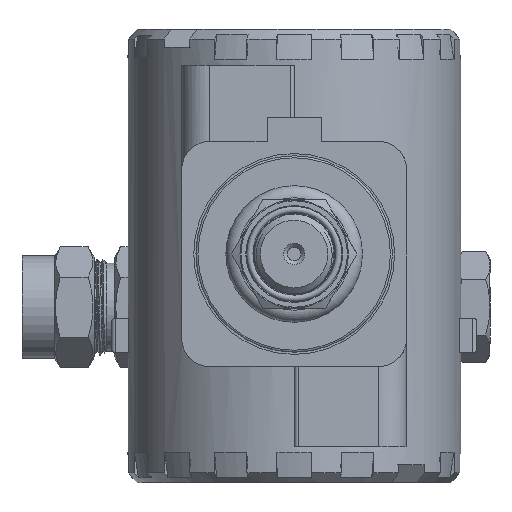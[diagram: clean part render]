
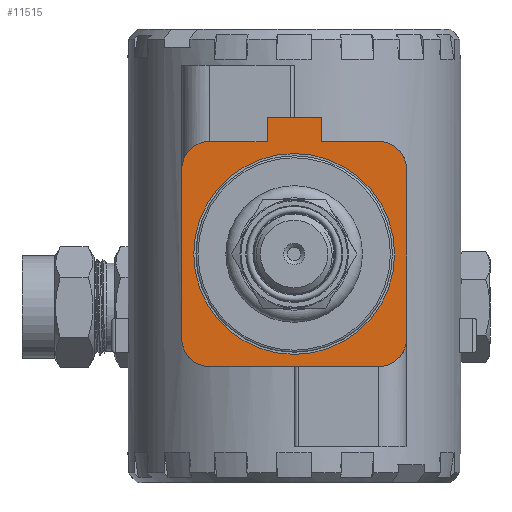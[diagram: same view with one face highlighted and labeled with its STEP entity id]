
A CAD part, front view. The second image highlights one B-rep face of the part: STEP entity #11515.
In plain terms, the highlighted planar face has unit normal (0, -1, 0).
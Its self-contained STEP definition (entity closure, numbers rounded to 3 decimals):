
#920=LINE('',#19157,#1867);
#924=LINE('',#19166,#1871);
#927=LINE('',#19174,#1874);
#929=LINE('',#19178,#1876);
#931=LINE('',#19182,#1878);
#933=LINE('',#19186,#1880);
#936=LINE('',#19191,#1883);
#938=LINE('',#19197,#1885);
#1867=VECTOR('',#13944,1.);
#1871=VECTOR('',#13954,1.);
#1874=VECTOR('',#13963,1.);
#1876=VECTOR('',#13967,1.);
#1878=VECTOR('',#13971,1.);
#1880=VECTOR('',#13975,1.);
#1883=VECTOR('',#13980,1.);
#1885=VECTOR('',#13988,1.);
#2800=FACE_BOUND('',#3684,.T.);
#2988=FACE_OUTER_BOUND('',#3683,.T.);
#3683=EDGE_LOOP('',(#8356,#8357,#8358,#8359,#8360,#8361,#8362,#8363,#8364,
#8365,#8366,#8367));
#3684=EDGE_LOOP('',(#8368));
#4446=CIRCLE('',#12461,7.);
#4447=CIRCLE('',#12464,7.);
#4448=CIRCLE('',#12467,7.);
#4449=CIRCLE('',#12474,7.);
#4451=CIRCLE('',#12480,25.);
#4948=VERTEX_POINT('',#19150);
#4949=VERTEX_POINT('',#19152);
#4950=VERTEX_POINT('',#19156);
#4951=VERTEX_POINT('',#19160);
#4952=VERTEX_POINT('',#19165);
#4953=VERTEX_POINT('',#19169);
#4954=VERTEX_POINT('',#19173);
#4955=VERTEX_POINT('',#19177);
#4956=VERTEX_POINT('',#19181);
#4957=VERTEX_POINT('',#19185);
#4958=VERTEX_POINT('',#19189);
#4959=VERTEX_POINT('',#19193);
#4964=VERTEX_POINT('',#19299);
#6224=EDGE_CURVE('',#4948,#4949,#4446,.F.);
#6226=EDGE_CURVE('',#4950,#4949,#920,.T.);
#6228=EDGE_CURVE('',#4950,#4951,#4447,.F.);
#6231=EDGE_CURVE('',#4952,#4951,#924,.F.);
#6233=EDGE_CURVE('',#4952,#4953,#4448,.F.);
#6235=EDGE_CURVE('',#4954,#4953,#927,.T.);
#6237=EDGE_CURVE('',#4954,#4955,#929,.T.);
#6239=EDGE_CURVE('',#4955,#4956,#931,.F.);
#6241=EDGE_CURVE('',#4957,#4956,#933,.T.);
#6244=EDGE_CURVE('',#4958,#4957,#936,.T.);
#6245=EDGE_CURVE('',#4958,#4959,#4449,.F.);
#6247=EDGE_CURVE('',#4948,#4959,#938,.F.);
#6256=EDGE_CURVE('',#4964,#4964,#4451,.T.);
#8356=ORIENTED_EDGE('',*,*,#6247,.T.);
#8357=ORIENTED_EDGE('',*,*,#6245,.F.);
#8358=ORIENTED_EDGE('',*,*,#6244,.T.);
#8359=ORIENTED_EDGE('',*,*,#6241,.T.);
#8360=ORIENTED_EDGE('',*,*,#6239,.F.);
#8361=ORIENTED_EDGE('',*,*,#6237,.F.);
#8362=ORIENTED_EDGE('',*,*,#6235,.T.);
#8363=ORIENTED_EDGE('',*,*,#6233,.F.);
#8364=ORIENTED_EDGE('',*,*,#6231,.T.);
#8365=ORIENTED_EDGE('',*,*,#6228,.F.);
#8366=ORIENTED_EDGE('',*,*,#6226,.T.);
#8367=ORIENTED_EDGE('',*,*,#6224,.F.);
#8368=ORIENTED_EDGE('',*,*,#6256,.F.);
#11097=PLANE('',#12479);
#11515=ADVANCED_FACE('',(#2988,#2800),#11097,.T.);
#12461=AXIS2_PLACEMENT_3D('',#19153,#13939,#13940);
#12464=AXIS2_PLACEMENT_3D('',#19161,#13948,#13949);
#12467=AXIS2_PLACEMENT_3D('',#19170,#13958,#13959);
#12474=AXIS2_PLACEMENT_3D('',#19194,#13983,#13984);
#12479=AXIS2_PLACEMENT_3D('',#19298,#13997,#13998);
#12480=AXIS2_PLACEMENT_3D('',#19300,#13999,#14000);
#13939=DIRECTION('center_axis',(0.,-1.,0.));
#13940=DIRECTION('ref_axis',(0.,0.,1.));
#13944=DIRECTION('',(0.,0.,1.));
#13948=DIRECTION('center_axis',(0.,-1.,0.));
#13949=DIRECTION('ref_axis',(0.,0.,1.));
#13954=DIRECTION('',(-1.,0.,0.));
#13958=DIRECTION('center_axis',(0.,-1.,0.));
#13959=DIRECTION('ref_axis',(0.,0.,1.));
#13963=DIRECTION('',(0.,0.,-1.));
#13967=DIRECTION('',(-1.,0.,0.));
#13971=DIRECTION('',(0.,0.,-1.));
#13975=DIRECTION('',(-1.,0.,0.));
#13980=DIRECTION('',(0.,0.,-1.));
#13983=DIRECTION('center_axis',(0.,-1.,0.));
#13984=DIRECTION('ref_axis',(0.,0.,1.));
#13988=DIRECTION('',(1.,0.,0.));
#13997=DIRECTION('center_axis',(0.,-1.,0.));
#13998=DIRECTION('ref_axis',(1.,0.,0.));
#13999=DIRECTION('center_axis',(0.,-1.,0.));
#14000=DIRECTION('ref_axis',(0.,0.,1.));
#19150=CARTESIAN_POINT('',(68.,-54.5,28.));
#19152=CARTESIAN_POINT('',(75.,-54.5,21.));
#19153=CARTESIAN_POINT('Origin',(68.,-54.5,21.));
#19156=CARTESIAN_POINT('',(75.,-54.5,-21.));
#19157=CARTESIAN_POINT('',(75.,-54.5,0.));
#19160=CARTESIAN_POINT('',(68.,-54.5,-28.));
#19161=CARTESIAN_POINT('Origin',(68.,-54.5,-21.));
#19165=CARTESIAN_POINT('',(26.,-54.5,-28.));
#19166=CARTESIAN_POINT('',(47.,-54.5,-28.));
#19169=CARTESIAN_POINT('',(19.,-54.5,-21.));
#19170=CARTESIAN_POINT('Origin',(26.,-54.5,-21.));
#19173=CARTESIAN_POINT('',(19.,-54.5,-6.75));
#19174=CARTESIAN_POINT('',(19.,-54.5,-13.875));
#19177=CARTESIAN_POINT('',(13.,-54.5,-6.75));
#19178=CARTESIAN_POINT('',(16.,-54.5,-6.75));
#19181=CARTESIAN_POINT('',(13.,-54.5,6.75));
#19182=CARTESIAN_POINT('',(13.,-54.5,0.));
#19185=CARTESIAN_POINT('',(19.,-54.5,6.75));
#19186=CARTESIAN_POINT('',(16.,-54.5,6.75));
#19189=CARTESIAN_POINT('',(19.,-54.5,21.));
#19191=CARTESIAN_POINT('',(19.,-54.5,13.875));
#19193=CARTESIAN_POINT('',(26.,-54.5,28.));
#19194=CARTESIAN_POINT('Origin',(26.,-54.5,21.));
#19197=CARTESIAN_POINT('',(47.,-54.5,28.));
#19298=CARTESIAN_POINT('Origin',(0.,-54.5,0.));
#19299=CARTESIAN_POINT('',(22.,-54.5,0.));
#19300=CARTESIAN_POINT('Origin',(47.,-54.5,0.));
